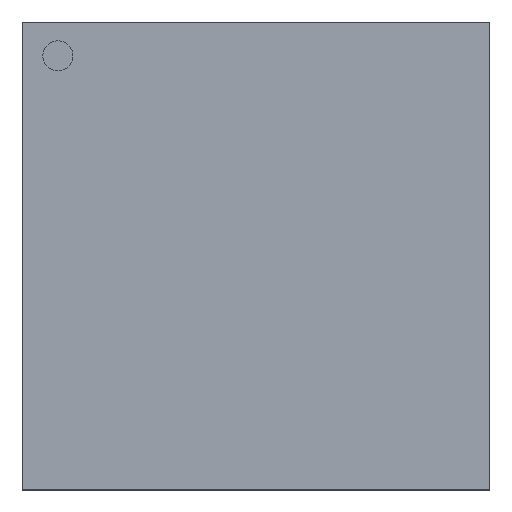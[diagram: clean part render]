
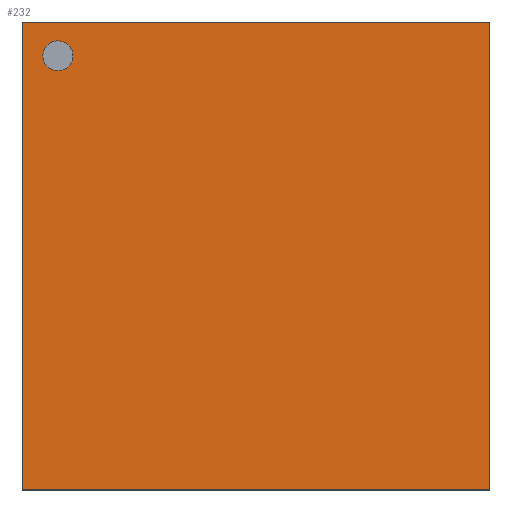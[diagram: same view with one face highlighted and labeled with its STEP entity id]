
A CAD part, top view. The second image highlights one B-rep face of the part: STEP entity #232.
In plain terms, the highlighted planar face has unit normal (0, 0, 1).
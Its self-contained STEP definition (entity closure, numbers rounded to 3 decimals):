
#117 = VERTEX_POINT('',#118);
#118 = CARTESIAN_POINT('',(-3.5,3.5,0.97));
#124 = EDGE_CURVE('',#117,#125,#127,.T.);
#125 = VERTEX_POINT('',#126);
#126 = CARTESIAN_POINT('',(3.5,3.5,0.97));
#127 = LINE('',#128,#129);
#128 = CARTESIAN_POINT('',(-3.5,3.5,0.97));
#129 = VECTOR('',#130,1.);
#130 = DIRECTION('',(1.,0.,0.));
#189 = EDGE_CURVE('',#125,#190,#192,.T.);
#190 = VERTEX_POINT('',#191);
#191 = CARTESIAN_POINT('',(3.5,-3.5,0.97));
#192 = LINE('',#193,#194);
#193 = CARTESIAN_POINT('',(3.5,3.5,0.97));
#194 = VECTOR('',#195,1.);
#195 = DIRECTION('',(0.,-1.,0.));
#213 = VERTEX_POINT('',#214);
#214 = CARTESIAN_POINT('',(-3.5,-3.5,0.97));
#220 = EDGE_CURVE('',#213,#117,#221,.T.);
#221 = LINE('',#222,#223);
#222 = CARTESIAN_POINT('',(-3.5,-3.5,0.97));
#223 = VECTOR('',#224,1.);
#224 = DIRECTION('',(0.,1.,0.));
#232 = ADVANCED_FACE('',(#233,#244),#255,.F.);
#233 = FACE_BOUND('',#234,.F.);
#234 = EDGE_LOOP('',(#235,#236,#237,#243));
#235 = ORIENTED_EDGE('',*,*,#124,.T.);
#236 = ORIENTED_EDGE('',*,*,#189,.T.);
#237 = ORIENTED_EDGE('',*,*,#238,.T.);
#238 = EDGE_CURVE('',#190,#213,#239,.T.);
#239 = LINE('',#240,#241);
#240 = CARTESIAN_POINT('',(3.5,-3.5,0.97));
#241 = VECTOR('',#242,1.);
#242 = DIRECTION('',(-1.,0.,0.));
#243 = ORIENTED_EDGE('',*,*,#220,.T.);
#244 = FACE_BOUND('',#245,.F.);
#245 = EDGE_LOOP('',(#246));
#246 = ORIENTED_EDGE('',*,*,#247,.T.);
#247 = EDGE_CURVE('',#248,#248,#250,.T.);
#248 = VERTEX_POINT('',#249);
#249 = CARTESIAN_POINT('',(-2.739,2.994,0.97));
#250 = CIRCLE('',#251,0.225);
#251 = AXIS2_PLACEMENT_3D('',#252,#253,#254);
#252 = CARTESIAN_POINT('',(-2.964,2.994,0.97));
#253 = DIRECTION('',(0.,0.,1.));
#254 = DIRECTION('',(1.,0.,0.));
#255 = PLANE('',#256);
#256 = AXIS2_PLACEMENT_3D('',#257,#258,#259);
#257 = CARTESIAN_POINT('',(0.,0.,0.97));
#258 = DIRECTION('',(-0.,-0.,-1.));
#259 = DIRECTION('',(-1.,0.,0.));
